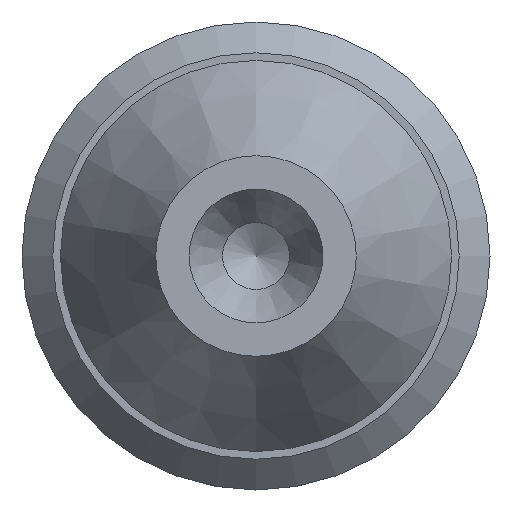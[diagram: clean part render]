
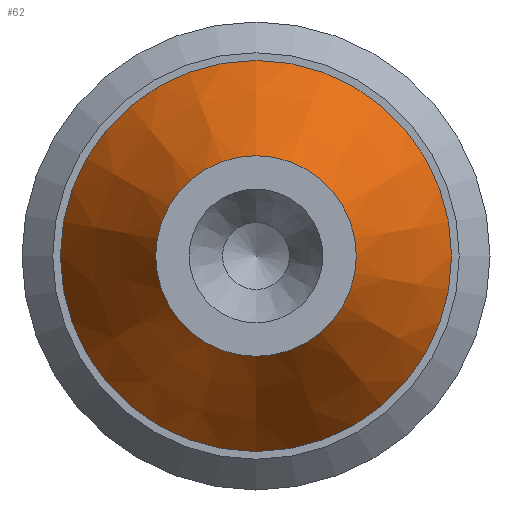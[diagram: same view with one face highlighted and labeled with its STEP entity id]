
A CAD part, left-side view. The second image highlights one B-rep face of the part: STEP entity #62.
In plain terms, the highlighted conical face has half-angle 30 degrees and reference radius 5.85 mm.
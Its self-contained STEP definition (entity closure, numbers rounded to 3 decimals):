
#53=CONICAL_SURFACE('',#224,5.85,30.);
#62=ADVANCED_FACE('',(#84,#85),#53,.T.);
#84=FACE_BOUND('',#113,.T.);
#85=FACE_BOUND('',#114,.T.);
#113=EDGE_LOOP('',(#143));
#114=EDGE_LOOP('',(#144));
#143=ORIENTED_EDGE('',*,*,#187,.T.);
#144=ORIENTED_EDGE('',*,*,#188,.F.);
#172=VERTEX_POINT('',#325);
#173=VERTEX_POINT('',#327);
#187=EDGE_CURVE('',#172,#172,#202,.T.);
#188=EDGE_CURVE('',#173,#173,#203,.T.);
#202=CIRCLE('',#222,5.85);
#203=CIRCLE('',#223,3.);
#222=AXIS2_PLACEMENT_3D('',#324,#264,#265);
#223=AXIS2_PLACEMENT_3D('',#326,#266,#267);
#224=AXIS2_PLACEMENT_3D('',#328,#268,#269);
#264=DIRECTION('',(-1.,0.,0.));
#265=DIRECTION('',(0.,0.,1.));
#266=DIRECTION('',(-1.,0.,0.));
#267=DIRECTION('',(0.,0.,1.));
#268=DIRECTION('',(1.,0.,0.));
#269=DIRECTION('',(0.,0.,1.));
#324=CARTESIAN_POINT('',(-16.344,0.,0.));
#325=CARTESIAN_POINT('',(-16.344,0.,5.85));
#326=CARTESIAN_POINT('',(-21.28,0.,0.));
#327=CARTESIAN_POINT('',(-21.28,0.,3.));
#328=CARTESIAN_POINT('',(-16.344,0.,0.));
